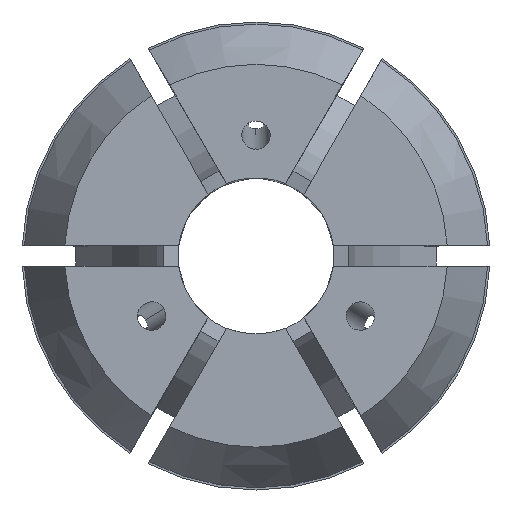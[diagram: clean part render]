
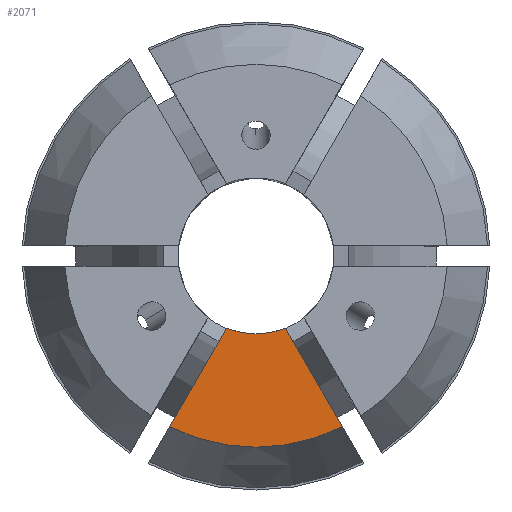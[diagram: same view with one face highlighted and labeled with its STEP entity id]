
A CAD part, top view. The second image highlights one B-rep face of the part: STEP entity #2071.
In plain terms, the highlighted planar face has unit normal (0, 0, 1).
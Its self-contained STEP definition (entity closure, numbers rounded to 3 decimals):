
#20 = CARTESIAN_POINT ( 'NONE',  ( 0., 13.499, 40. ) ) ;
#84 = CARTESIAN_POINT ( 'NONE',  ( -2.075, -5.094, 40. ) ) ;
#114 = DIRECTION ( 'NONE',  ( 0.5, -0.866, 0. ) ) ;
#221 = CARTESIAN_POINT ( 'NONE',  ( 6.09, -12.048, 40. ) ) ;
#350 = PLANE ( 'NONE',  #1989 ) ;
#723 = ORIENTED_EDGE ( 'NONE', *, *, #3253, .T. ) ;
#780 = EDGE_CURVE ( 'NONE', #897, #2629, #1299, .T. ) ;
#897 = VERTEX_POINT ( 'NONE', #84 ) ;
#1047 = ORIENTED_EDGE ( 'NONE', *, *, #1573, .F. ) ;
#1116 = CARTESIAN_POINT ( 'NONE',  ( 0., 0., 40. ) ) ;
#1120 = DIRECTION ( 'NONE',  ( -0.5, -0.866, 0. ) ) ;
#1195 = CARTESIAN_POINT ( 'NONE',  ( -6.09, -12.048, 40. ) ) ;
#1219 = ORIENTED_EDGE ( 'NONE', *, *, #780, .F. ) ;
#1299 = CIRCLE ( 'NONE', #2527, 5.5 ) ;
#1310 = EDGE_LOOP ( 'NONE', ( #1219, #723, #1047, #2740 ) ) ;
#1340 = LINE ( 'NONE', #1432, #3113 ) ;
#1349 = CIRCLE ( 'NONE', #2368, 13.499 ) ;
#1432 = CARTESIAN_POINT ( 'NONE',  ( 6.495, 9.75, 40. ) ) ;
#1573 = EDGE_CURVE ( 'NONE', #3557, #3909, #1349, .T. ) ;
#1602 = FACE_OUTER_BOUND ( 'NONE', #1310, .T. ) ;
#1705 = EDGE_CURVE ( 'NONE', #2629, #3557, #3196, .T. ) ;
#1881 = DIRECTION ( 'NONE',  ( 0., 0., 1. ) ) ;
#1989 = AXIS2_PLACEMENT_3D ( 'NONE', #20, #1881, #2536 ) ;
#2071 = ADVANCED_FACE ( 'NONE', ( #1602 ), #350, .T. ) ;
#2138 = CARTESIAN_POINT ( 'NONE',  ( 0., 0., 40. ) ) ;
#2368 = AXIS2_PLACEMENT_3D ( 'NONE', #2138, #3316, #3635 ) ;
#2414 = DIRECTION ( 'NONE',  ( 0., 0., 1. ) ) ;
#2527 = AXIS2_PLACEMENT_3D ( 'NONE', #1116, #2414, #3288 ) ;
#2536 = DIRECTION ( 'NONE',  ( 1., 0., 0. ) ) ;
#2629 = VERTEX_POINT ( 'NONE', #3229 ) ;
#2740 = ORIENTED_EDGE ( 'NONE', *, *, #1705, .F. ) ;
#3113 = VECTOR ( 'NONE', #1120, 1000. ) ;
#3163 = VECTOR ( 'NONE', #114, 1000. ) ;
#3196 = LINE ( 'NONE', #3832, #3163 ) ;
#3229 = CARTESIAN_POINT ( 'NONE',  ( 2.075, -5.094, 40. ) ) ;
#3253 = EDGE_CURVE ( 'NONE', #897, #3909, #1340, .T. ) ;
#3288 = DIRECTION ( 'NONE',  ( 1., 0., 0. ) ) ;
#3316 = DIRECTION ( 'NONE',  ( 0., 0., -1. ) ) ;
#3557 = VERTEX_POINT ( 'NONE', #221 ) ;
#3635 = DIRECTION ( 'NONE',  ( -1., 0., 0. ) ) ;
#3832 = CARTESIAN_POINT ( 'NONE',  ( -6.495, 9.75, 40. ) ) ;
#3909 = VERTEX_POINT ( 'NONE', #1195 ) ;
